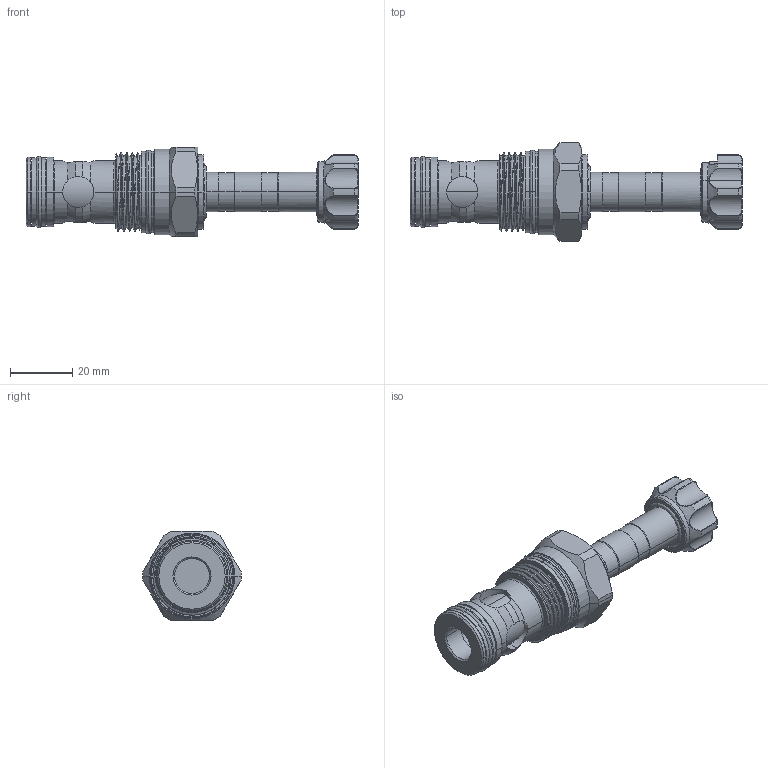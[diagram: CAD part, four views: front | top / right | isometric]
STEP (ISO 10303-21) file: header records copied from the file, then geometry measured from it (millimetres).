
FILE_DESCRIPTION (( 'STEP AP203' ), '1' );
FILE_NAME ('EP5A2A10N05.STEP', '2020-04-16T03:55:19', ( '' ), ( '' ), 'SwSTEP 2.0', 'SolidWorks 2018', '' );
FILE_SCHEMA (( 'CONFIG_CONTROL_DESIGN' ));
Length unit declared in the file: millimetre
Products named in the file (1): EP5A2A10N05
Bounding box: 106.45 x 31.6 x 28.57 mm (x, y, z)
Volume: 33269.3 mm3; surface area: 11778.7 mm2
Topology: 6 solids, 6 shells, 298 faces, 725 edges, 448 vertices
Faces by surface type: cylinder 140, torus 47, cone 44, bspline 36, plane 31
Entity records: 12511 total; most frequent: CARTESIAN_POINT 5798, ORIENTED_EDGE 1446, DIRECTION 1354, EDGE_CURVE 723, AXIS2_PLACEMENT_3D 592, VERTEX_POINT 448, CIRCLE 329, EDGE_LOOP 321
